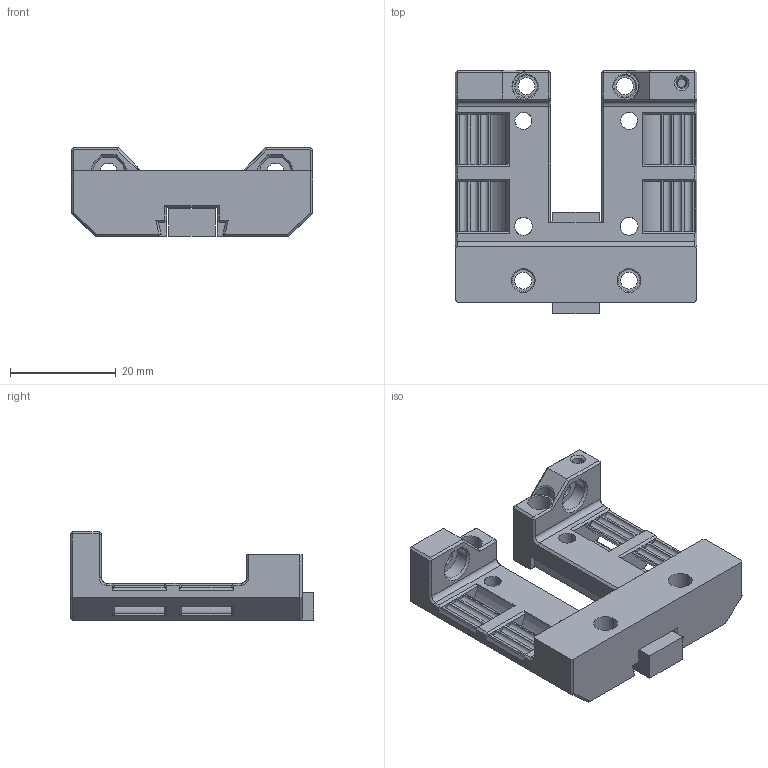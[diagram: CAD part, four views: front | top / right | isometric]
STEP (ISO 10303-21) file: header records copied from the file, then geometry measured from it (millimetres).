
FILE_DESCRIPTION(/* description */ (''),/* implementation_level */ '2;1');
FILE_NAME(/* name */ 'MGN12H_X-Mount_Block_Rear_9mm.step',/* time_stamp */ '2025-07-10T20:10:51-04:00',/* author */ (''),/* organization */ (''),/* preprocessor_version */ 'ST-DEVELOPER v20.1',/* originating_system */ 'Autodesk Translation Framework v14.10.0.0',/* authorisation */ '');
FILE_SCHEMA (('AUTOMOTIVE_DESIGN { 1 0 10303 214 3 1 1 }'));
Length unit declared in the file: millimetre
Products named in the file (1): MGN12H_X-Mount_Block_Rear
Bounding box: 45.8 x 46.07 x 16.73 mm (x, y, z)
Volume: 12399.1 mm3; surface area: 8764.7 mm2
Topology: 2 solids, 2 shells, 387 faces, 1076 edges, 693 vertices
Faces by surface type: plane 280, cylinder 79, cone 26, bspline 2
Full cylindrical faces by diameter (mm): 2 x1, 3 x2, 3.2 x4, 3.399 x2, 4.5 x4, 6.1 x2
Entity records: 12725 total; most frequent: CARTESIAN_POINT 2508, ORIENTED_EDGE 2152, DIRECTION 2127, EDGE_CURVE 1076, LINE 757, VECTOR 757, VERTEX_POINT 693, AXIS2_PLACEMENT_3D 685
